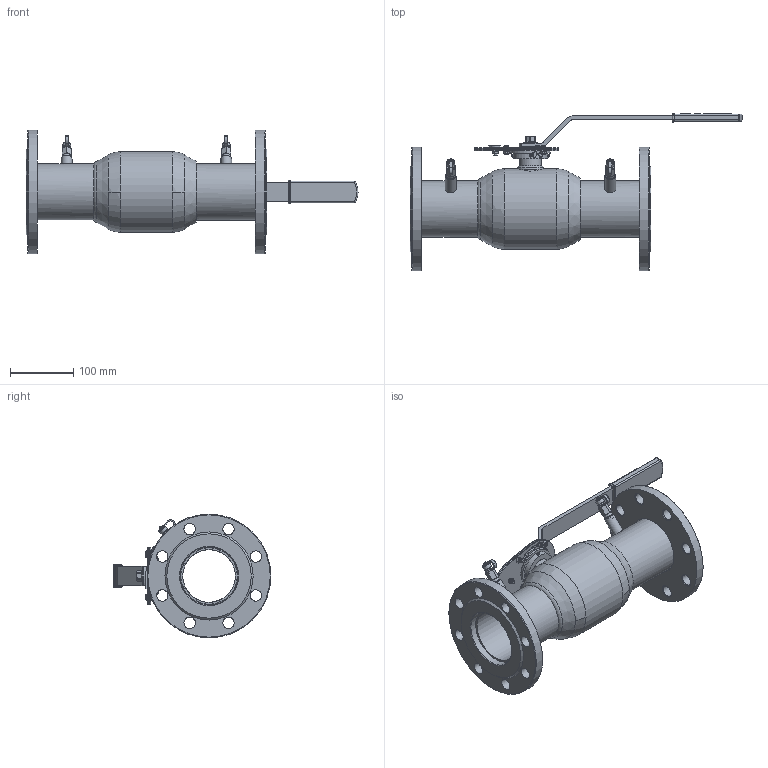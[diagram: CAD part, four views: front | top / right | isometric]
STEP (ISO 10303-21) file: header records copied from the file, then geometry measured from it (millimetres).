
FILE_DESCRIPTION(('TFLEX Exchange Step'),'2;1');
FILE_NAME('065N9547GR.stp', '2025-09-04T16:54:53+03:00',('RUCO3829'),('Unknown organisation'),'TFLEX Exchange 2024.6','T-FLEX CAD','Unknown authorisation');
FILE_SCHEMA( ('AUTOMOTIVE_DESIGN { 1 0 10303 214 1 1 1 1 }') );
Length unit declared in the file: millimetre
Products named in the file (2): 24050428R; 065N9547G_ASM
Assembly tree (1 placements, depth 2):
  065N9547G_ASM
    24050428R
Bounding box: 523.68 x 248.78 x 195 mm (x, y, z)
Volume: 1272104.2 mm3; surface area: 489662.9 mm2
Topology: 43 solids, 43 shells, 985 faces, 2670 edges, 1815 vertices
Faces by surface type: plane 498, cylinder 249, bspline 103, cone 97, torus 30, sphere 4, extrusion 4
Full cylindrical faces by diameter (mm): 2 x2, 2.14 x2, 3.2 x2, 3.24 x4, 3.4 x1, 4 x10, 4.2 x10, 4.4 x1, 4.5 x3, 5 x7, 6.9 x2, 7 x5, 8 x2, 8.5 x1, 9.42 x2, 10 x2, 11 x4, 11.34 x2, 11.4 x4, 12.88 x2, 13.157 x2, 13.45 x2, 17 x2, 18 x17, 18.1 x1, 21.8 x1, 26 x1, 34.4 x1, 34.409 x1, 34.6 x1
Entity records: 41106 total; most frequent: CARTESIAN_POINT 15995, ORIENTED_EDGE 5324, DIRECTION 5011, EDGE_CURVE 2662, AXIS2_PLACEMENT_3D 1833, VERTEX_POINT 1815, VECTOR 1345, LINE 1341
